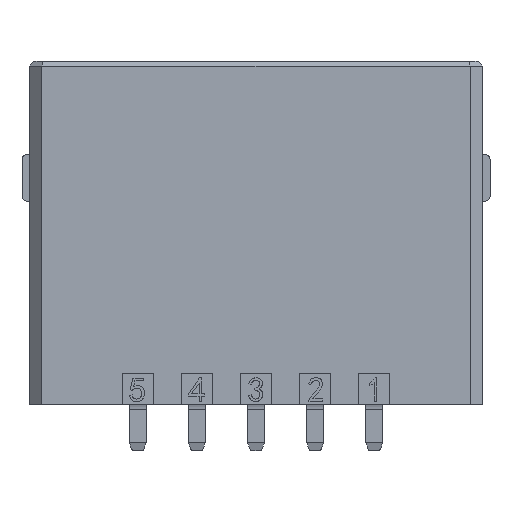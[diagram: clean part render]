
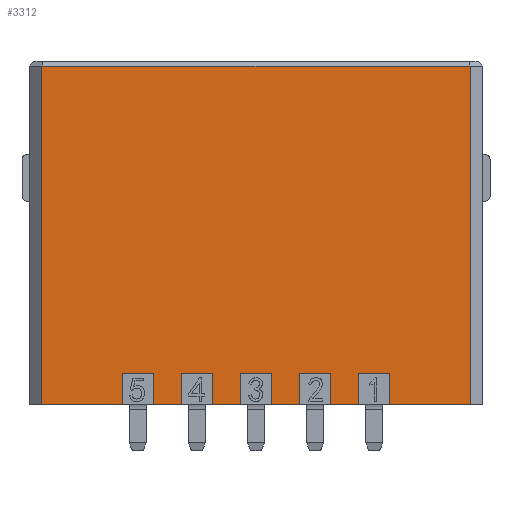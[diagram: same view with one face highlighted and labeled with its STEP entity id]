
A CAD part, top view. The second image highlights one B-rep face of the part: STEP entity #3312.
In plain terms, the highlighted planar face has unit normal (0, 0, 1).
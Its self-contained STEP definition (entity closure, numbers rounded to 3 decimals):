
#2823=CARTESIAN_POINT('',(-13.82,-22.1,4.675));
#2824=VERTEX_POINT('',#2823);
#2831=CARTESIAN_POINT('',(-13.82,-0.3,4.675));
#2832=VERTEX_POINT('',#2831);
#2833=CARTESIAN_POINT('',(-13.82,-22.1,4.675));
#2834=DIRECTION('',(0.,1.,0.));
#2835=VECTOR('',#2834,21.8);
#2836=LINE('',#2833,#2835);
#2837=EDGE_CURVE('',#2824,#2832,#2836,.T.);
#2854=CARTESIAN_POINT('',(13.82,-22.1,4.675));
#2855=VERTEX_POINT('',#2854);
#2863=CARTESIAN_POINT('',(13.82,-0.3,4.675));
#2864=VERTEX_POINT('',#2863);
#2871=CARTESIAN_POINT('',(13.82,-0.3,4.675));
#2872=DIRECTION('',(0.,-1.,0.));
#2873=VECTOR('',#2872,21.8);
#2874=LINE('',#2871,#2873);
#2875=EDGE_CURVE('',#2864,#2855,#2874,.T.);
#3115=CARTESIAN_POINT('',(-13.82,-0.3,4.675));
#3116=DIRECTION('',(1.,0.,0.));
#3117=VECTOR('',#3116,27.64);
#3118=LINE('',#3115,#3117);
#3119=EDGE_CURVE('',#2832,#2864,#3118,.T.);
#3136=CARTESIAN_POINT('',(0.,-11.05,4.675));
#3137=DIRECTION('',(-1.,0.,0.));
#3138=DIRECTION('',(0.,0.,1.));
#3139=AXIS2_PLACEMENT_3D('',#3136,#3138,#3137);
#3140=PLANE('',#3139);
#3141=CARTESIAN_POINT('',(-8.62,-22.1,4.675));
#3142=VERTEX_POINT('',#3141);
#3143=CARTESIAN_POINT('',(-13.82,-22.1,4.675));
#3144=DIRECTION('',(1.,0.,0.));
#3145=VECTOR('',#3144,5.2);
#3146=LINE('',#3143,#3145);
#3147=EDGE_CURVE('',#2824,#3142,#3146,.T.);
#3148=ORIENTED_EDGE('',*,*,#3147,.T.);
#3149=CARTESIAN_POINT('',(-8.62,-20.1,4.675));
#3150=VERTEX_POINT('',#3149);
#3151=CARTESIAN_POINT('',(-8.62,-22.1,4.675));
#3152=DIRECTION('',(0.,1.,0.));
#3153=VECTOR('',#3152,2.);
#3154=LINE('',#3151,#3153);
#3155=EDGE_CURVE('',#3142,#3150,#3154,.T.);
#3156=ORIENTED_EDGE('',*,*,#3155,.T.);
#3157=CARTESIAN_POINT('',(-6.62,-20.1,4.675));
#3158=VERTEX_POINT('',#3157);
#3159=CARTESIAN_POINT('',(-8.62,-20.1,4.675));
#3160=DIRECTION('',(1.,0.,0.));
#3161=VECTOR('',#3160,2.);
#3162=LINE('',#3159,#3161);
#3163=EDGE_CURVE('',#3150,#3158,#3162,.T.);
#3164=ORIENTED_EDGE('',*,*,#3163,.T.);
#3165=CARTESIAN_POINT('',(-6.62,-22.1,4.675));
#3166=VERTEX_POINT('',#3165);
#3167=CARTESIAN_POINT('',(-6.62,-20.1,4.675));
#3168=DIRECTION('',(0.,-1.,0.));
#3169=VECTOR('',#3168,2.);
#3170=LINE('',#3167,#3169);
#3171=EDGE_CURVE('',#3158,#3166,#3170,.T.);
#3172=ORIENTED_EDGE('',*,*,#3171,.T.);
#3173=CARTESIAN_POINT('',(-4.81,-22.1,4.675));
#3174=VERTEX_POINT('',#3173);
#3175=CARTESIAN_POINT('',(-6.62,-22.1,4.675));
#3176=DIRECTION('',(1.,0.,0.));
#3177=VECTOR('',#3176,1.81);
#3178=LINE('',#3175,#3177);
#3179=EDGE_CURVE('',#3166,#3174,#3178,.T.);
#3180=ORIENTED_EDGE('',*,*,#3179,.T.);
#3181=CARTESIAN_POINT('',(-4.81,-20.1,4.675));
#3182=VERTEX_POINT('',#3181);
#3183=CARTESIAN_POINT('',(-4.81,-22.1,4.675));
#3184=DIRECTION('',(0.,1.,0.));
#3185=VECTOR('',#3184,2.);
#3186=LINE('',#3183,#3185);
#3187=EDGE_CURVE('',#3174,#3182,#3186,.T.);
#3188=ORIENTED_EDGE('',*,*,#3187,.T.);
#3189=CARTESIAN_POINT('',(-2.81,-20.1,4.675));
#3190=VERTEX_POINT('',#3189);
#3191=CARTESIAN_POINT('',(-4.81,-20.1,4.675));
#3192=DIRECTION('',(1.,0.,0.));
#3193=VECTOR('',#3192,2.);
#3194=LINE('',#3191,#3193);
#3195=EDGE_CURVE('',#3182,#3190,#3194,.T.);
#3196=ORIENTED_EDGE('',*,*,#3195,.T.);
#3197=CARTESIAN_POINT('',(-2.81,-22.1,4.675));
#3198=VERTEX_POINT('',#3197);
#3199=CARTESIAN_POINT('',(-2.81,-20.1,4.675));
#3200=DIRECTION('',(0.,-1.,0.));
#3201=VECTOR('',#3200,2.);
#3202=LINE('',#3199,#3201);
#3203=EDGE_CURVE('',#3190,#3198,#3202,.T.);
#3204=ORIENTED_EDGE('',*,*,#3203,.T.);
#3205=CARTESIAN_POINT('',(-1.,-22.1,4.675));
#3206=VERTEX_POINT('',#3205);
#3207=CARTESIAN_POINT('',(-2.81,-22.1,4.675));
#3208=DIRECTION('',(1.,0.,0.));
#3209=VECTOR('',#3208,1.81);
#3210=LINE('',#3207,#3209);
#3211=EDGE_CURVE('',#3198,#3206,#3210,.T.);
#3212=ORIENTED_EDGE('',*,*,#3211,.T.);
#3213=CARTESIAN_POINT('',(-1.,-20.1,4.675));
#3214=VERTEX_POINT('',#3213);
#3215=CARTESIAN_POINT('',(-1.,-22.1,4.675));
#3216=DIRECTION('',(0.,1.,0.));
#3217=VECTOR('',#3216,2.);
#3218=LINE('',#3215,#3217);
#3219=EDGE_CURVE('',#3206,#3214,#3218,.T.);
#3220=ORIENTED_EDGE('',*,*,#3219,.T.);
#3221=CARTESIAN_POINT('',(1.,-20.1,4.675));
#3222=VERTEX_POINT('',#3221);
#3223=CARTESIAN_POINT('',(-1.,-20.1,4.675));
#3224=DIRECTION('',(1.,0.,0.));
#3225=VECTOR('',#3224,2.);
#3226=LINE('',#3223,#3225);
#3227=EDGE_CURVE('',#3214,#3222,#3226,.T.);
#3228=ORIENTED_EDGE('',*,*,#3227,.T.);
#3229=CARTESIAN_POINT('',(1.,-22.1,4.675));
#3230=VERTEX_POINT('',#3229);
#3231=CARTESIAN_POINT('',(1.,-20.1,4.675));
#3232=DIRECTION('',(0.,-1.,0.));
#3233=VECTOR('',#3232,2.);
#3234=LINE('',#3231,#3233);
#3235=EDGE_CURVE('',#3222,#3230,#3234,.T.);
#3236=ORIENTED_EDGE('',*,*,#3235,.T.);
#3237=CARTESIAN_POINT('',(2.81,-22.1,4.675));
#3238=VERTEX_POINT('',#3237);
#3239=CARTESIAN_POINT('',(1.,-22.1,4.675));
#3240=DIRECTION('',(1.,0.,0.));
#3241=VECTOR('',#3240,1.81);
#3242=LINE('',#3239,#3241);
#3243=EDGE_CURVE('',#3230,#3238,#3242,.T.);
#3244=ORIENTED_EDGE('',*,*,#3243,.T.);
#3245=CARTESIAN_POINT('',(2.81,-20.1,4.675));
#3246=VERTEX_POINT('',#3245);
#3247=CARTESIAN_POINT('',(2.81,-22.1,4.675));
#3248=DIRECTION('',(0.,1.,0.));
#3249=VECTOR('',#3248,2.);
#3250=LINE('',#3247,#3249);
#3251=EDGE_CURVE('',#3238,#3246,#3250,.T.);
#3252=ORIENTED_EDGE('',*,*,#3251,.T.);
#3253=CARTESIAN_POINT('',(4.81,-20.1,4.675));
#3254=VERTEX_POINT('',#3253);
#3255=CARTESIAN_POINT('',(2.81,-20.1,4.675));
#3256=DIRECTION('',(1.,0.,0.));
#3257=VECTOR('',#3256,2.);
#3258=LINE('',#3255,#3257);
#3259=EDGE_CURVE('',#3246,#3254,#3258,.T.);
#3260=ORIENTED_EDGE('',*,*,#3259,.T.);
#3261=CARTESIAN_POINT('',(4.81,-22.1,4.675));
#3262=VERTEX_POINT('',#3261);
#3263=CARTESIAN_POINT('',(4.81,-20.1,4.675));
#3264=DIRECTION('',(0.,-1.,0.));
#3265=VECTOR('',#3264,2.);
#3266=LINE('',#3263,#3265);
#3267=EDGE_CURVE('',#3254,#3262,#3266,.T.);
#3268=ORIENTED_EDGE('',*,*,#3267,.T.);
#3269=CARTESIAN_POINT('',(6.62,-22.1,4.675));
#3270=VERTEX_POINT('',#3269);
#3271=CARTESIAN_POINT('',(4.81,-22.1,4.675));
#3272=DIRECTION('',(1.,0.,0.));
#3273=VECTOR('',#3272,1.81);
#3274=LINE('',#3271,#3273);
#3275=EDGE_CURVE('',#3262,#3270,#3274,.T.);
#3276=ORIENTED_EDGE('',*,*,#3275,.T.);
#3277=CARTESIAN_POINT('',(6.62,-20.1,4.675));
#3278=VERTEX_POINT('',#3277);
#3279=CARTESIAN_POINT('',(6.62,-22.1,4.675));
#3280=DIRECTION('',(0.,1.,0.));
#3281=VECTOR('',#3280,2.);
#3282=LINE('',#3279,#3281);
#3283=EDGE_CURVE('',#3270,#3278,#3282,.T.);
#3284=ORIENTED_EDGE('',*,*,#3283,.T.);
#3285=CARTESIAN_POINT('',(8.62,-20.1,4.675));
#3286=VERTEX_POINT('',#3285);
#3287=CARTESIAN_POINT('',(6.62,-20.1,4.675));
#3288=DIRECTION('',(1.,0.,0.));
#3289=VECTOR('',#3288,2.);
#3290=LINE('',#3287,#3289);
#3291=EDGE_CURVE('',#3278,#3286,#3290,.T.);
#3292=ORIENTED_EDGE('',*,*,#3291,.T.);
#3293=CARTESIAN_POINT('',(8.62,-22.1,4.675));
#3294=VERTEX_POINT('',#3293);
#3295=CARTESIAN_POINT('',(8.62,-20.1,4.675));
#3296=DIRECTION('',(0.,-1.,0.));
#3297=VECTOR('',#3296,2.);
#3298=LINE('',#3295,#3297);
#3299=EDGE_CURVE('',#3286,#3294,#3298,.T.);
#3300=ORIENTED_EDGE('',*,*,#3299,.T.);
#3301=CARTESIAN_POINT('',(8.62,-22.1,4.675));
#3302=DIRECTION('',(1.,0.,0.));
#3303=VECTOR('',#3302,5.2);
#3304=LINE('',#3301,#3303);
#3305=EDGE_CURVE('',#3294,#2855,#3304,.T.);
#3306=ORIENTED_EDGE('',*,*,#3305,.T.);
#3307=ORIENTED_EDGE('',*,*,#2875,.F.);
#3308=ORIENTED_EDGE('',*,*,#3119,.F.);
#3309=ORIENTED_EDGE('',*,*,#2837,.F.);
#3310=EDGE_LOOP('',(#3148,#3156,#3164,#3172,#3180,#3188,#3196,#3204,#3212,#3220,#3228,#3236,#3244,#3252,#3260,#3268,#3276,#3284,#3292,#3300,#3306,#3307,#3308,#3309));
#3311=FACE_OUTER_BOUND('',#3310,.T.);
#3312=ADVANCED_FACE('',(#3311),#3140,.T.);
